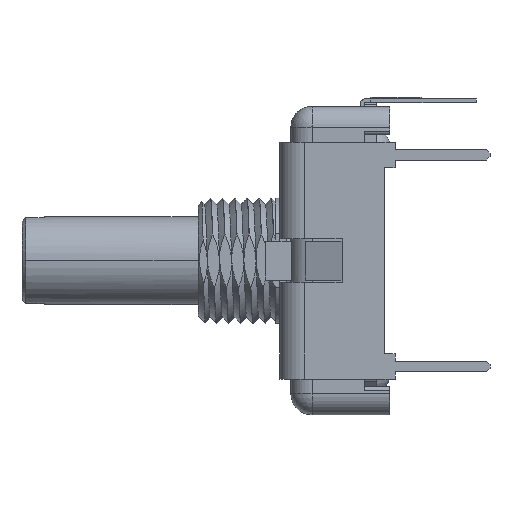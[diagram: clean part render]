
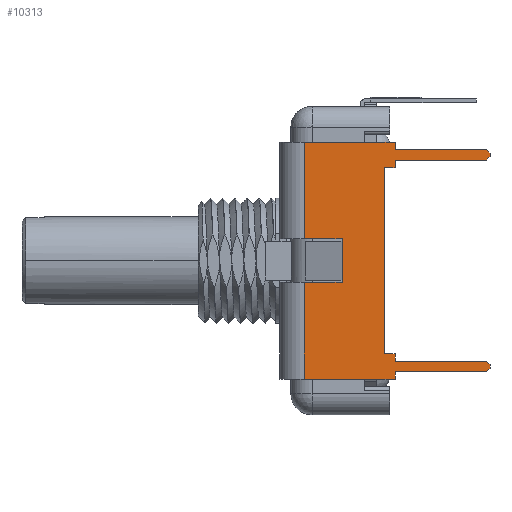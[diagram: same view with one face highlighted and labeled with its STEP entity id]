
A CAD part, left-side view. The second image highlights one B-rep face of the part: STEP entity #10313.
In plain terms, the highlighted planar face has unit normal (-1, 0, 0).
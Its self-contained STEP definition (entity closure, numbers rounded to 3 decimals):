
#10313=ADVANCED_FACE('NONE',(#10314),#10508,.T.);
#10314=FACE_BOUND('NONE',#10315,.T.);
#10315=EDGE_LOOP('',(#10316,#10326,#10334,#10342,#10350,#10358,#10366,#10374,#10382,#10390,#10398,#10406,#10414,#10422,#10430,#10438,#10446,#10454,#10462,#10470,#10478,#10486,#10494,#10502));
#10316=ORIENTED_EDGE('',*,*,#10317,.T.);
#10317=EDGE_CURVE('NONE',#10318,#10320,#10322,.F.);
#10318=VERTEX_POINT('NONE',#10319);
#10319=CARTESIAN_POINT('',(-11.684,-2.221,8.534));
#10320=VERTEX_POINT('NONE',#10321);
#10321=CARTESIAN_POINT('',(-11.684,4.318,8.534));
#10322=LINE('',#10323,#10324);
#10323=CARTESIAN_POINT('',(-11.684,1.048,8.534));
#10324=VECTOR('',#10325,1.0);
#10325=DIRECTION('',(0.0,-1.0,0.0));
#10326=ORIENTED_EDGE('',*,*,#10327,.T.);
#10327=EDGE_CURVE('NONE',#10320,#10328,#10330,.F.);
#10328=VERTEX_POINT('NONE',#10329);
#10329=CARTESIAN_POINT('',(-11.684,4.318,1.562));
#10330=LINE('',#10331,#10332);
#10331=CARTESIAN_POINT('',(-11.684,4.318,0.0));
#10332=VECTOR('',#10333,1.0);
#10333=DIRECTION('',(0.0,0.0,1.0));
#10334=ORIENTED_EDGE('',*,*,#10335,.T.);
#10335=EDGE_CURVE('NONE',#10328,#10336,#10338,.F.);
#10336=VERTEX_POINT('NONE',#10337);
#10337=CARTESIAN_POINT('',(-11.684,1.589,1.562));
#10338=LINE('',#10339,#10340);
#10339=CARTESIAN_POINT('',(-11.684,2.953,1.562));
#10340=VECTOR('',#10341,1.0);
#10341=DIRECTION('',(0.0,1.0,0.0));
#10342=ORIENTED_EDGE('',*,*,#10343,.T.);
#10343=EDGE_CURVE('NONE',#10336,#10344,#10346,.F.);
#10344=VERTEX_POINT('NONE',#10345);
#10345=CARTESIAN_POINT('',(-11.684,1.589,-1.562));
#10346=LINE('',#10347,#10348);
#10347=CARTESIAN_POINT('',(-11.684,1.589,0.0));
#10348=VECTOR('',#10349,1.0);
#10349=DIRECTION('',(0.0,0.0,1.0));
#10350=ORIENTED_EDGE('',*,*,#10351,.T.);
#10351=EDGE_CURVE('NONE',#10344,#10352,#10354,.F.);
#10352=VERTEX_POINT('NONE',#10353);
#10353=CARTESIAN_POINT('',(-11.684,4.318,-1.562));
#10354=LINE('',#10355,#10356);
#10355=CARTESIAN_POINT('',(-11.684,2.953,-1.562));
#10356=VECTOR('',#10357,1.0);
#10357=DIRECTION('',(0.0,-1.0,0.0));
#10358=ORIENTED_EDGE('',*,*,#10359,.T.);
#10359=EDGE_CURVE('NONE',#10352,#10360,#10362,.F.);
#10360=VERTEX_POINT('NONE',#10361);
#10361=CARTESIAN_POINT('',(-11.684,4.318,-8.534));
#10362=LINE('',#10363,#10364);
#10363=CARTESIAN_POINT('',(-11.684,4.318,0.0));
#10364=VECTOR('',#10365,1.0);
#10365=DIRECTION('',(0.0,0.0,1.0));
#10366=ORIENTED_EDGE('',*,*,#10367,.T.);
#10367=EDGE_CURVE('NONE',#10360,#10368,#10370,.F.);
#10368=VERTEX_POINT('NONE',#10369);
#10369=CARTESIAN_POINT('',(-11.684,-2.221,-8.534));
#10370=LINE('',#10371,#10372);
#10371=CARTESIAN_POINT('',(-11.684,1.048,-8.534));
#10372=VECTOR('',#10373,1.0);
#10373=DIRECTION('',(0.0,1.0,0.0));
#10374=ORIENTED_EDGE('',*,*,#10375,.T.);
#10375=EDGE_CURVE('NONE',#10368,#10376,#10378,.F.);
#10376=VERTEX_POINT('NONE',#10377);
#10377=CARTESIAN_POINT('',(-11.684,-2.221,-8.001));
#10378=LINE('',#10379,#10380);
#10379=CARTESIAN_POINT('',(-11.684,-2.221,-8.268));
#10380=VECTOR('',#10381,1.0);
#10381=DIRECTION('',(0.0,0.0,-1.0));
#10382=ORIENTED_EDGE('',*,*,#10383,.T.);
#10383=EDGE_CURVE('NONE',#10376,#10384,#10386,.F.);
#10384=VERTEX_POINT('NONE',#10385);
#10385=CARTESIAN_POINT('',(-11.684,-8.8,-8.001));
#10386=LINE('',#10387,#10388);
#10387=CARTESIAN_POINT('',(-11.684,-5.511,-8.001));
#10388=VECTOR('',#10389,1.0);
#10389=DIRECTION('',(0.0,1.0,0.0));
#10390=ORIENTED_EDGE('',*,*,#10391,.T.);
#10391=EDGE_CURVE('NONE',#10384,#10392,#10394,.F.);
#10392=VERTEX_POINT('NONE',#10393);
#10393=CARTESIAN_POINT('',(-11.684,-9.054,-7.747));
#10394=LINE('',#10395,#10396);
#10395=CARTESIAN_POINT('',(-11.684,-8.927,-7.874));
#10396=VECTOR('',#10397,1.0);
#10397=DIRECTION('',(0.0,0.707,-0.707));
#10398=ORIENTED_EDGE('',*,*,#10399,.T.);
#10399=EDGE_CURVE('NONE',#10392,#10400,#10402,.F.);
#10400=VERTEX_POINT('NONE',#10401);
#10401=CARTESIAN_POINT('',(-11.684,-9.054,-7.493));
#10402=LINE('',#10403,#10404);
#10403=CARTESIAN_POINT('',(-11.684,-9.054,-7.62));
#10404=VECTOR('',#10405,1.0);
#10405=DIRECTION('',(0.0,0.0,-1.0));
#10406=ORIENTED_EDGE('',*,*,#10407,.T.);
#10407=EDGE_CURVE('NONE',#10400,#10408,#10410,.F.);
#10408=VERTEX_POINT('NONE',#10409);
#10409=CARTESIAN_POINT('',(-11.684,-8.8,-7.239));
#10410=LINE('',#10411,#10412);
#10411=CARTESIAN_POINT('',(-11.684,-8.927,-7.366));
#10412=VECTOR('',#10413,1.0);
#10413=DIRECTION('',(0.0,-0.707,-0.707));
#10414=ORIENTED_EDGE('',*,*,#10415,.T.);
#10415=EDGE_CURVE('NONE',#10408,#10416,#10418,.F.);
#10416=VERTEX_POINT('NONE',#10417);
#10417=CARTESIAN_POINT('',(-11.684,-2.221,-7.239));
#10418=LINE('',#10419,#10420);
#10419=CARTESIAN_POINT('',(-11.684,-5.511,-7.239));
#10420=VECTOR('',#10421,1.0);
#10421=DIRECTION('',(0.0,-1.0,0.0));
#10422=ORIENTED_EDGE('',*,*,#10423,.T.);
#10423=EDGE_CURVE('NONE',#10416,#10424,#10426,.F.);
#10424=VERTEX_POINT('NONE',#10425);
#10425=CARTESIAN_POINT('',(-11.684,-2.221,-6.706));
#10426=LINE('',#10427,#10428);
#10427=CARTESIAN_POINT('',(-11.684,-2.221,-6.972));
#10428=VECTOR('',#10429,1.0);
#10429=DIRECTION('',(0.0,0.0,-1.0));
#10430=ORIENTED_EDGE('',*,*,#10431,.T.);
#10431=EDGE_CURVE('NONE',#10424,#10432,#10434,.F.);
#10432=VERTEX_POINT('NONE',#10433);
#10433=CARTESIAN_POINT('',(-11.684,-1.459,-6.706));
#10434=LINE('',#10435,#10436);
#10435=CARTESIAN_POINT('',(-11.684,-1.84,-6.706));
#10436=VECTOR('',#10437,1.0);
#10437=DIRECTION('',(0.0,-1.0,0.0));
#10438=ORIENTED_EDGE('',*,*,#10439,.T.);
#10439=EDGE_CURVE('NONE',#10432,#10440,#10442,.F.);
#10440=VERTEX_POINT('NONE',#10441);
#10441=CARTESIAN_POINT('',(-11.684,-1.459,6.706));
#10442=LINE('',#10443,#10444);
#10443=CARTESIAN_POINT('',(-11.684,-1.459,0.0));
#10444=VECTOR('',#10445,1.0);
#10445=DIRECTION('',(0.0,0.0,-1.0));
#10446=ORIENTED_EDGE('',*,*,#10447,.T.);
#10447=EDGE_CURVE('NONE',#10440,#10448,#10450,.F.);
#10448=VERTEX_POINT('NONE',#10449);
#10449=CARTESIAN_POINT('',(-11.684,-2.221,6.706));
#10450=LINE('',#10451,#10452);
#10451=CARTESIAN_POINT('',(-11.684,-1.84,6.706));
#10452=VECTOR('',#10453,1.0);
#10453=DIRECTION('',(0.0,1.0,0.0));
#10454=ORIENTED_EDGE('',*,*,#10455,.T.);
#10455=EDGE_CURVE('NONE',#10448,#10456,#10458,.F.);
#10456=VERTEX_POINT('NONE',#10457);
#10457=CARTESIAN_POINT('',(-11.684,-2.221,7.239));
#10458=LINE('',#10459,#10460);
#10459=CARTESIAN_POINT('',(-11.684,-2.221,6.972));
#10460=VECTOR('',#10461,1.0);
#10461=DIRECTION('',(0.0,0.0,-1.0));
#10462=ORIENTED_EDGE('',*,*,#10463,.T.);
#10463=EDGE_CURVE('NONE',#10456,#10464,#10466,.F.);
#10464=VERTEX_POINT('NONE',#10465);
#10465=CARTESIAN_POINT('',(-11.684,-8.8,7.239));
#10466=LINE('',#10467,#10468);
#10467=CARTESIAN_POINT('',(-11.684,-5.511,7.239));
#10468=VECTOR('',#10469,1.0);
#10469=DIRECTION('',(0.0,1.0,0.0));
#10470=ORIENTED_EDGE('',*,*,#10471,.T.);
#10471=EDGE_CURVE('NONE',#10464,#10472,#10474,.F.);
#10472=VERTEX_POINT('NONE',#10473);
#10473=CARTESIAN_POINT('',(-11.684,-9.054,7.493));
#10474=LINE('',#10475,#10476);
#10475=CARTESIAN_POINT('',(-11.684,-8.927,7.366));
#10476=VECTOR('',#10477,1.0);
#10477=DIRECTION('',(0.0,0.707,-0.707));
#10478=ORIENTED_EDGE('',*,*,#10479,.T.);
#10479=EDGE_CURVE('NONE',#10472,#10480,#10482,.F.);
#10480=VERTEX_POINT('NONE',#10481);
#10481=CARTESIAN_POINT('',(-11.684,-9.054,7.747));
#10482=LINE('',#10483,#10484);
#10483=CARTESIAN_POINT('',(-11.684,-9.054,7.62));
#10484=VECTOR('',#10485,1.0);
#10485=DIRECTION('',(0.0,0.0,-1.0));
#10486=ORIENTED_EDGE('',*,*,#10487,.T.);
#10487=EDGE_CURVE('NONE',#10480,#10488,#10490,.F.);
#10488=VERTEX_POINT('NONE',#10489);
#10489=CARTESIAN_POINT('',(-11.684,-8.8,8.001));
#10490=LINE('',#10491,#10492);
#10491=CARTESIAN_POINT('',(-11.684,-8.927,7.874));
#10492=VECTOR('',#10493,1.0);
#10493=DIRECTION('',(0.0,-0.707,-0.707));
#10494=ORIENTED_EDGE('',*,*,#10495,.T.);
#10495=EDGE_CURVE('NONE',#10488,#10496,#10498,.F.);
#10496=VERTEX_POINT('NONE',#10497);
#10497=CARTESIAN_POINT('',(-11.684,-2.221,8.001));
#10498=LINE('',#10499,#10500);
#10499=CARTESIAN_POINT('',(-11.684,-5.511,8.001));
#10500=VECTOR('',#10501,1.0);
#10501=DIRECTION('',(0.0,-1.0,0.0));
#10502=ORIENTED_EDGE('',*,*,#10503,.T.);
#10503=EDGE_CURVE('NONE',#10496,#10318,#10504,.F.);
#10504=LINE('',#10505,#10506);
#10505=CARTESIAN_POINT('',(-11.684,-2.221,8.268));
#10506=VECTOR('',#10507,1.0);
#10507=DIRECTION('',(0.0,0.0,-1.0));
#10508=PLANE('',#10509);
#10509=AXIS2_PLACEMENT_3D('',#10510,#10511,#10512);
#10510=CARTESIAN_POINT('',(-11.684,-9.322,8.876));
#10511=DIRECTION('',(-1.0,0.0,0.0));
#10512=DIRECTION('',(0.0,1.0,0.0));
